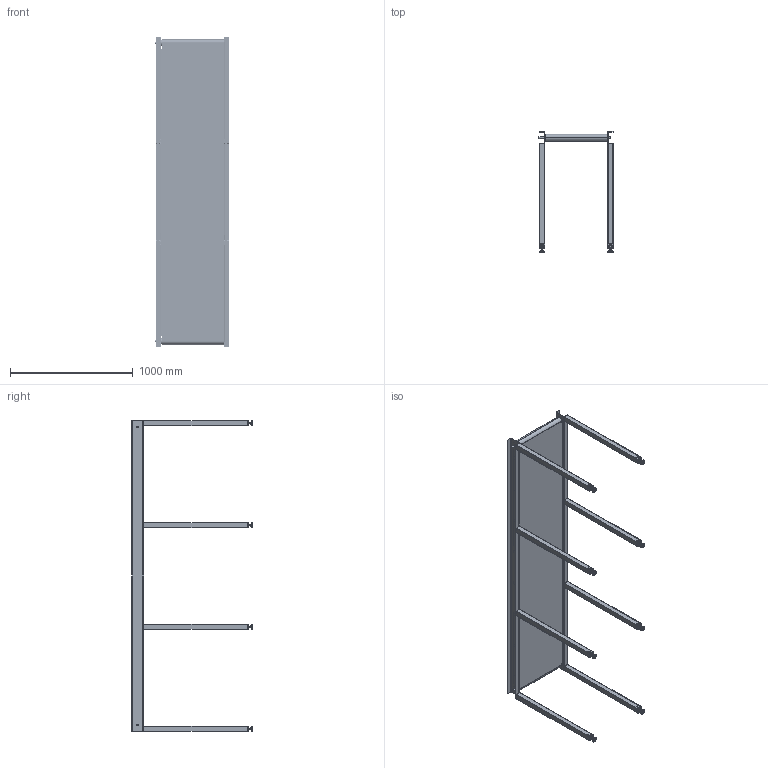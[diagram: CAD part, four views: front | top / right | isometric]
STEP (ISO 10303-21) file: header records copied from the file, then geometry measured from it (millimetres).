
FILE_DESCRIPTION(('FreeCAD Model'),'2;1');
FILE_NAME('Open CASCADE Shape Model','2025-05-07T19:15:10',('FreeCAD'),( 'FreeCAD'),'Open CASCADE STEP processor 7.6','FreeCAD','Unknown');
FILE_SCHEMA(('AUTOMOTIVE_DESIGN { 1 0 10303 214 1 1 1 1 }'));
Products named in the file (1): Open CASCADE STEP translator 7.6 1
Bounding box: 602.69 x 981.16 x 2528.77 mm (x, y, z)
Volume: 14045739.8 mm3; surface area: 12533836.5 mm2
Topology: 62 solids, 62 shells, 3018 faces, 8462 edges, 5604 vertices
Faces by surface type: bspline 3018
Entity records: 207054 total; most frequent: CARTESIAN_POINT 158873, ORIENTED_EDGE 16924, EDGE_CURVE 8462, B_SPLINE_CURVE_WITH_KNOTS 7098, VERTEX_POINT 5604, FACE_BOUND 3160, EDGE_LOOP 3160, ADVANCED_FACE 3018
